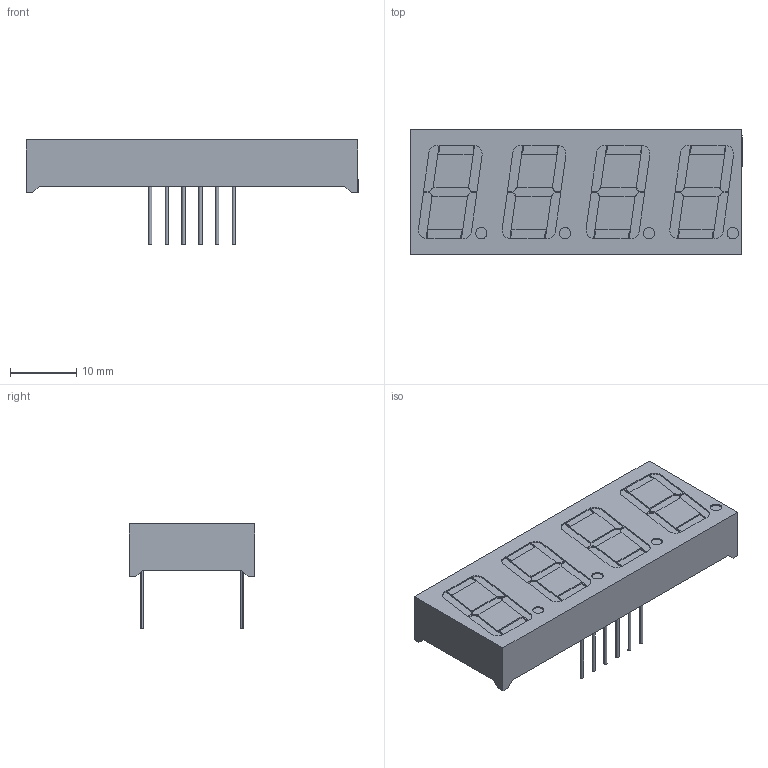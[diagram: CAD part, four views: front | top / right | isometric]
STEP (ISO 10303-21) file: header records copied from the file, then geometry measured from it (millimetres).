
FILE_DESCRIPTION (( 'STEP AP214' ), '1' );
FILE_NAME ('User Library-LTC-5623G.STEP', '2021-03-28T12:48:04', ( '' ), ( '' ), 'SwSTEP 2.0', 'SolidWorks 2020', '' );
FILE_SCHEMA (( 'AUTOMOTIVE_DESIGN' ));
Length unit declared in the file: millimetre
Products named in the file (14): Pin001; Pin002; Pin006; Display; Pin008; User Library-LTC-5623G; Pin005; Pin007; Pin011; Pin003; Pin012; Pin004; Pin009; Pin010
Assembly tree (13 placements, depth 2):
  User Library-LTC-5623G
    Display
    Pin003
    Pin005
    Pin010
    Pin011
    Pin002
    Pin006
    Pin012
    Pin001
    Pin004
    Pin008
    Pin007
    Pin009
Bounding box: 50.3 x 19 x 15.8 mm (x, y, z)
Volume: 6672.2 mm3; surface area: 3156.3 mm2
Topology: 13 solids, 13 shells, 246 faces, 564 edges, 376 vertices
Faces by surface type: plane 194, cylinder 52
Entity records: 8377 total; most frequent: CARTESIAN_POINT 1202, DIRECTION 1192, ORIENTED_EDGE 1128, EDGE_CURVE 564, LINE 460, VECTOR 460, VERTEX_POINT 376, AXIS2_PLACEMENT_3D 366
